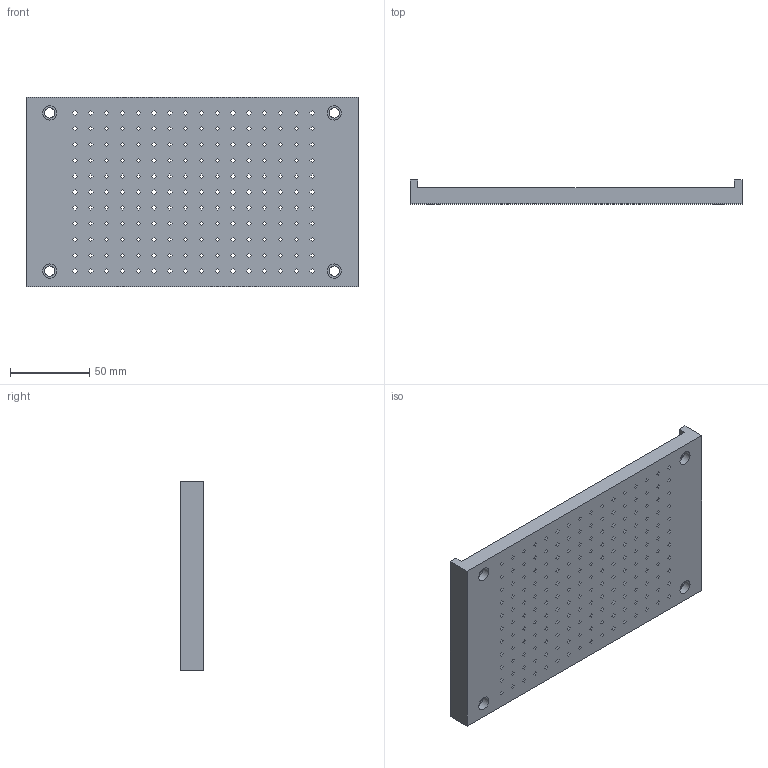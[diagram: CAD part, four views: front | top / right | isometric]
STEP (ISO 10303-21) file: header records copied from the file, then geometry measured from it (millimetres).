
FILE_DESCRIPTION(('FreeCAD Model'),'2;1');
FILE_NAME('Open CASCADE Shape Model','2025-03-10T17:31:58',(''),(''), 'Open CASCADE STEP processor 7.8','FreeCAD','Unknown');
FILE_SCHEMA(('AUTOMOTIVE_DESIGN { 1 0 10303 214 1 1 1 1 }'));
Length unit declared in the file: millimetre
Products named in the file (1): MoldCross
Bounding box: 210 x 15 x 120 mm (x, y, z)
Volume: 249044.3 mm3; surface area: 72882.3 mm2
Topology: 1 solids, 1 shells, 726 faces, 2160 edges, 1440 vertices
Faces by surface type: plane 718, cylinder 8
Full cylindrical faces by diameter (mm): 6.4 x4, 9 x4
Entity records: 52664 total; most frequent: CARTESIAN_POINT 8647, DIRECTION 7950, LINE 6448, VECTOR 6448, ORIENTED_EDGE 4320, PCURVE 4320, DEFINITIONAL_REPRESENTATION 4320, EDGE_CURVE 2160
